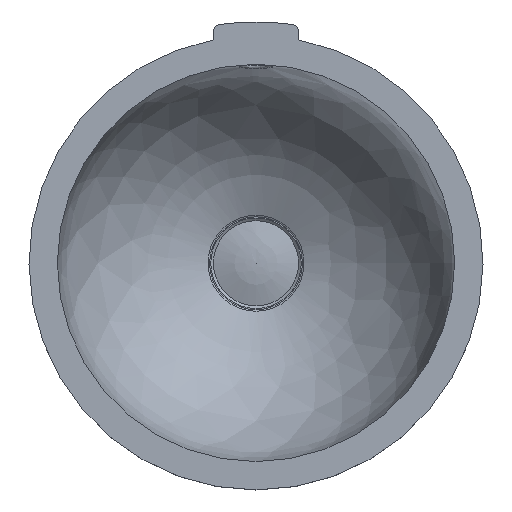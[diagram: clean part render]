
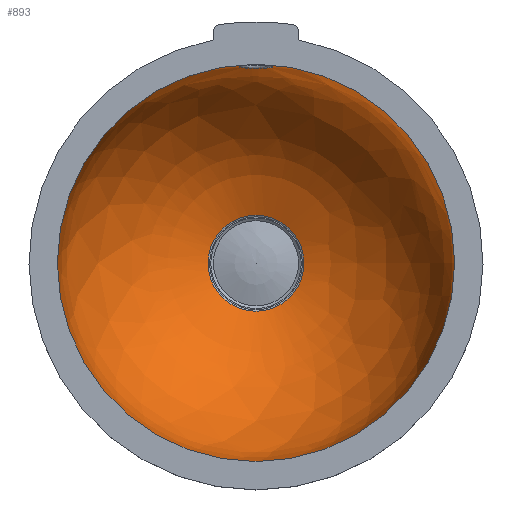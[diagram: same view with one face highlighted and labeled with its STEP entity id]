
A CAD part, top view. The second image highlights one B-rep face of the part: STEP entity #893.
In plain terms, the highlighted free-form (B-spline) face has degree [2, 2] with [3, 9] control points.
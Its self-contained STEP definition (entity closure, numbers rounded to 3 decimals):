
#674=CARTESIAN_POINT('',(0.,-8.761,-139.883));
#675=VERTEX_POINT('',#674);
#748=CARTESIAN_POINT('',(0.,-8.761,-139.883));
#749=CARTESIAN_POINT('',(-0.221,-8.761,-139.883));
#750=CARTESIAN_POINT('',(-1.104,-8.786,-139.88));
#751=CARTESIAN_POINT('',(-2.42,-8.971,-139.857));
#752=CARTESIAN_POINT('',(-3.922,-9.404,-139.802));
#753=CARTESIAN_POINT('',(-5.155,-9.917,-139.738));
#754=CARTESIAN_POINT('',(-6.312,-10.559,-139.657));
#755=CARTESIAN_POINT('',(-7.4,-11.332,-139.561));
#756=CARTESIAN_POINT('',(-8.31,-12.149,-139.459));
#757=CARTESIAN_POINT('',(-8.906,-12.799,-139.378));
#758=CARTESIAN_POINT('',(-9.556,-13.594,-139.28));
#759=CARTESIAN_POINT('',(-10.287,-14.666,-139.148));
#760=CARTESIAN_POINT('',(-10.961,-16.072,-138.976));
#761=CARTESIAN_POINT('',(-11.337,-17.182,-138.841));
#762=CARTESIAN_POINT('',(-11.631,-18.32,-138.703));
#763=CARTESIAN_POINT('',(-11.819,-19.567,-138.553));
#764=CARTESIAN_POINT('',(-11.841,-20.711,-138.416));
#765=CARTESIAN_POINT('',(-11.812,-21.298,-138.347));
#766=CARTESIAN_POINT('',(-11.761,-22.028,-138.26));
#767=CARTESIAN_POINT('',(-11.583,-23.231,-138.117));
#768=CARTESIAN_POINT('',(-11.148,-24.651,-137.951));
#769=CARTESIAN_POINT('',(-10.679,-25.732,-137.825));
#770=CARTESIAN_POINT('',(-10.134,-26.771,-137.704));
#771=CARTESIAN_POINT('',(-9.427,-27.816,-137.584));
#772=CARTESIAN_POINT('',(-8.647,-28.71,-137.481));
#773=CARTESIAN_POINT('',(-7.806,-29.54,-137.386));
#774=CARTESIAN_POINT('',(-6.715,-30.416,-137.287));
#775=CARTESIAN_POINT('',(-5.426,-31.165,-137.202));
#776=CARTESIAN_POINT('',(-4.34,-31.641,-137.148));
#777=CARTESIAN_POINT('',(-3.3,-32.007,-137.107));
#778=CARTESIAN_POINT('',(-1.857,-32.354,-137.068));
#779=CARTESIAN_POINT('',(-0.074,-32.505,-137.051));
#780=CARTESIAN_POINT('',(1.764,-32.368,-137.067));
#781=CARTESIAN_POINT('',(3.292,-32.019,-137.106));
#782=CARTESIAN_POINT('',(4.405,-31.615,-137.151));
#783=CARTESIAN_POINT('',(5.479,-31.133,-137.206));
#784=CARTESIAN_POINT('',(6.701,-30.426,-137.286));
#785=CARTESIAN_POINT('',(8.093,-29.31,-137.413));
#786=CARTESIAN_POINT('',(9.29,-28.014,-137.561));
#787=CARTESIAN_POINT('',(10.183,-26.702,-137.712));
#788=CARTESIAN_POINT('',(10.809,-25.471,-137.855));
#789=CARTESIAN_POINT('',(11.236,-24.379,-137.983));
#790=CARTESIAN_POINT('',(11.608,-23.053,-138.139));
#791=CARTESIAN_POINT('',(11.799,-21.781,-138.289));
#792=CARTESIAN_POINT('',(11.842,-20.604,-138.429));
#793=CARTESIAN_POINT('',(11.798,-19.434,-138.569));
#794=CARTESIAN_POINT('',(11.579,-17.969,-138.746));
#795=CARTESIAN_POINT('',(11.057,-16.271,-138.952));
#796=CARTESIAN_POINT('',(10.296,-14.684,-139.146));
#797=CARTESIAN_POINT('',(9.566,-13.606,-139.279));
#798=CARTESIAN_POINT('',(9.052,-12.977,-139.356));
#799=CARTESIAN_POINT('',(8.762,-12.642,-139.398));
#800=CARTESIAN_POINT('',(8.232,-12.08,-139.468));
#801=CARTESIAN_POINT('',(7.084,-11.046,-139.596));
#802=CARTESIAN_POINT('',(5.562,-10.085,-139.717));
#803=CARTESIAN_POINT('',(3.93,-9.408,-139.802));
#804=CARTESIAN_POINT('',(2.222,-8.912,-139.864));
#805=CARTESIAN_POINT('',(0.882,-8.761,-139.883));
#806=CARTESIAN_POINT('',(0.,-8.761,-139.883));
#807=B_SPLINE_CURVE_WITH_KNOTS('',3,(#748,#749,#750,#751,#752,#753,#754,#755,#756,#757,#758,#759,#760,#761,#762,#763,#764,#765,#766,#767,#768,#769,#770,#771,#772,#773,#774,#775,#776,#777,#778,#779,#780,#781,#782,#783,#784,#785,#786,#787,#788,#789,#790,#791,#792,#793,#794,#795,#796,#797,#798,#799,#800,#801,#802,#803,#804,#805,#806),.UNSPECIFIED.,.T.,.U.,(4,1,1,1,1,1,1,1,1,1,1,1,1,1,1,1,1,1,1,1,1,1,1,1,1,1,1,1,1,1,1,1,1,1,1,1,1,1,1,1,1,1,1,1,1,1,1,1,1,1,1,1,1,1,1,1,4),(0.0,0.056,0.226,0.339,0.451,0.564,0.677,0.79,0.875,0.903,1.053,1.204,1.298,1.354,1.505,1.617,1.646,1.655,1.806,1.956,2.031,2.106,2.257,2.351,2.407,2.558,2.708,2.784,2.859,2.99,3.16,3.31,3.461,3.555,3.611,3.762,3.912,4.062,4.213,4.313,4.414,4.514,4.664,4.74,4.815,4.965,5.116,5.266,5.417,5.445,5.473,5.529,5.642,5.868,5.981,6.094,6.319),.UNSPECIFIED.);
#808=EDGE_CURVE('',#675,#675,#807,.T.);
#833=CARTESIAN_POINT('',(0.,0.,140.));
#834=CARTESIAN_POINT('',(0.,-113.64,141.699));
#835=CARTESIAN_POINT('',(0.,-149.365,33.807));
#836=CARTESIAN_POINT('',(-140.,0.,140.));
#837=CARTESIAN_POINT('',(-141.699,-113.64,141.699));
#838=CARTESIAN_POINT('',(-33.807,-149.365,33.807));
#839=CARTESIAN_POINT('',(-140.,0.,0.));
#840=CARTESIAN_POINT('',(-141.699,-113.64,0.));
#841=CARTESIAN_POINT('',(-33.807,-149.365,0.));
#842=CARTESIAN_POINT('',(-140.,0.,-140.));
#843=CARTESIAN_POINT('',(-141.699,-113.64,-141.699));
#844=CARTESIAN_POINT('',(-33.807,-149.365,-33.807));
#845=CARTESIAN_POINT('',(0.,0.,-140.));
#846=CARTESIAN_POINT('',(0.,-113.64,-141.699));
#847=CARTESIAN_POINT('',(0.,-149.365,-33.807));
#848=CARTESIAN_POINT('',(140.,0.,-140.));
#849=CARTESIAN_POINT('',(141.699,-113.64,-141.699));
#850=CARTESIAN_POINT('',(33.807,-149.365,-33.807));
#851=CARTESIAN_POINT('',(140.,0.,0.));
#852=CARTESIAN_POINT('',(141.699,-113.64,0.));
#853=CARTESIAN_POINT('',(33.807,-149.365,0.));
#854=CARTESIAN_POINT('',(140.,0.,140.));
#855=CARTESIAN_POINT('',(141.699,-113.64,141.699));
#856=CARTESIAN_POINT('',(33.807,-149.365,33.807));
#857=CARTESIAN_POINT('',(0.,0.,140.));
#858=CARTESIAN_POINT('',(0.,-113.64,141.699));
#859=CARTESIAN_POINT('',(0.,-149.365,33.807));
#867=(BOUNDED_SURFACE()B_SPLINE_SURFACE(2,2,((#833,#836,#839,#842,#845,#848,#851,#854,#857),(#834,#837,#840,#843,#846,#849,#852,#855,#858),(#835,#838,#841,#844,#847,#850,#853,#856,#859)),.UNSPECIFIED.,.F.,.T.,.U.)B_SPLINE_SURFACE_WITH_KNOTS((3,3),(3,2,2,2,3),(-0.015,1.251),(0.0,1.571,3.142,4.712,6.283),.UNSPECIFIED.)GEOMETRIC_REPRESENTATION_ITEM()RATIONAL_B_SPLINE_SURFACE(((1.0,0.707,1.0,0.707,1.0,0.707,1.0,0.707,1.0),(0.806,0.57,0.806,0.57,0.806,0.57,0.806,0.57,0.806),(1.0,0.707,1.0,0.707,1.0,0.707,1.0,0.707,1.0)))REPRESENTATION_ITEM('')SURFACE());
#868=CARTESIAN_POINT('',(33.807,-149.365,0.));
#869=VERTEX_POINT('',#868);
#870=CARTESIAN_POINT('',(0.,-149.365,0.0));
#871=DIRECTION('',(0.0,1.0,0.0));
#872=DIRECTION('',(-1.0,0.0,0.0));
#873=AXIS2_PLACEMENT_3D('',#870,#871,#872);
#874=CIRCLE('',#873,33.807);
#875=EDGE_CURVE('',#869,#869,#874,.T.);
#876=ORIENTED_EDGE('',*,*,#875,.F.);
#877=EDGE_LOOP('',(#876));
#878=FACE_OUTER_BOUND('',#877,.T.);
#879=CARTESIAN_POINT('',(140.,0.,0.0));
#880=VERTEX_POINT('',#879);
#881=CARTESIAN_POINT('',(0.,0.,0.0));
#882=DIRECTION('',(0.0,-1.0,0.0));
#883=DIRECTION('',(1.0,0.0,0.0));
#884=AXIS2_PLACEMENT_3D('',#881,#882,#883);
#885=CIRCLE('',#884,140.);
#886=EDGE_CURVE('',#880,#880,#885,.T.);
#887=ORIENTED_EDGE('',*,*,#886,.F.);
#888=EDGE_LOOP('',(#887));
#889=FACE_BOUND('',#888,.T.);
#890=ORIENTED_EDGE('',*,*,#808,.F.);
#891=EDGE_LOOP('',(#890));
#892=FACE_BOUND('',#891,.T.);
#893=ADVANCED_FACE('',(#878,#889,#892),#867,.T.);
